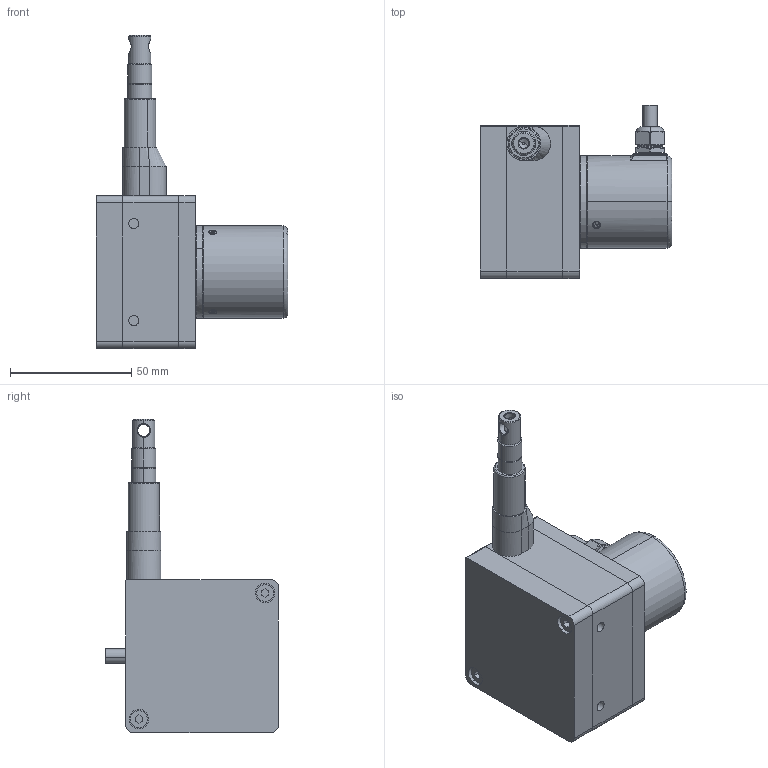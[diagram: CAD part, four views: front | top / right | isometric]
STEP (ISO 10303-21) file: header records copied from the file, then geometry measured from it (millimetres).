
FILE_DESCRIPTION(('CATIA V5 STEP Exchange'),'2;1');
FILE_NAME('FLTF63-ASM-ESG38.stp','2026-02-04T07:38:17+00:00',('none'),('none'),'CATIA Version 5 Release 21 GA (IN-10)','CATIA V5 STEP AP203','none');
FILE_SCHEMA(('CONFIG_CONTROL_DESIGN'));
Length unit declared in the file: millimetre
Products named in the file (5): FLTF63_ASM; LTF63-COMPONENTS; FLTF63D_LD_ASM; LTF63_DXZ_A; LTF80-LT-ASM
Assembly tree (17 placements, depth 3):
  FLTF63_ASM
    LTF63-COMPONENTS
      #66
    FLTF63D_LD_ASM
      #20376  x4
    #20865
    #21446
    #22020
    #22594
    #23895
    LTF63_DXZ_A
      #24324
    LTF80-LT-ASM
      #24991
      #26395
Bounding box: 79 x 71.27 x 129 mm (x, y, z)
Volume: 184285.2 mm3; surface area: 62525.7 mm2
Topology: 12 solids, 29 shells, 713 faces, 1977 edges, 1314 vertices
Faces by surface type: cylinder 238, plane 185, bspline 173, cone 65, torus 50, sphere 2
Entity records: 26427 total; most frequent: CARTESIAN_POINT 11586, ORIENTED_EDGE 3309, DIRECTION 2078, EDGE_CURVE 1873, VERTEX_POINT 1248, AXIS2_PLACEMENT_3D 1017, EDGE_LOOP 747, ADVANCED_FACE 665
